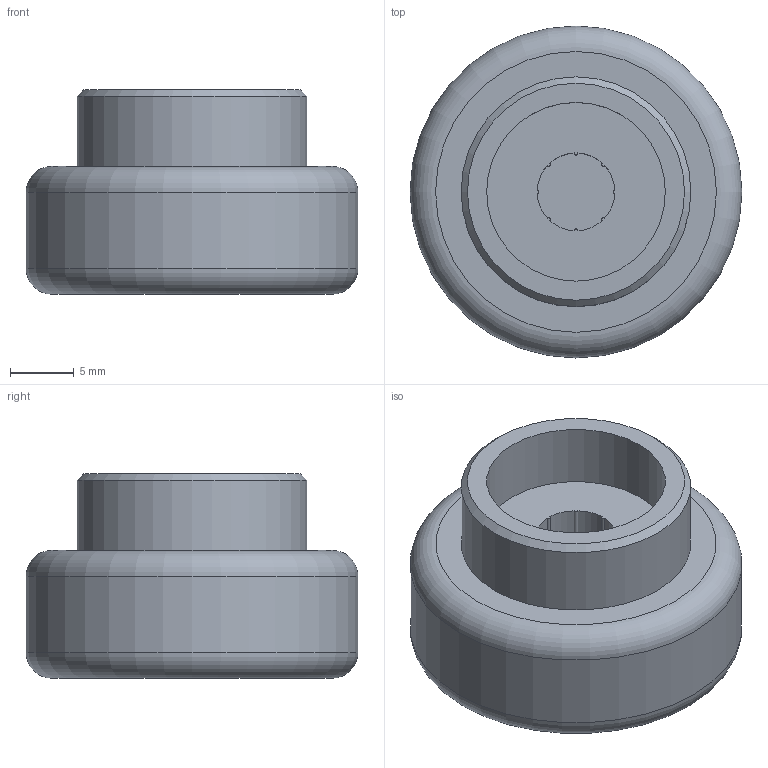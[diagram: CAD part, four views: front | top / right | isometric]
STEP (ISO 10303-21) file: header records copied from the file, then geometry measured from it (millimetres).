
FILE_DESCRIPTION(('FreeCAD Model'),'2;1');
FILE_NAME('Open CASCADE Shape Model','2024-12-22T16:45:14',(''),(''), 'Open CASCADE STEP processor 7.8','FreeCAD','Unknown');
FILE_SCHEMA(('AUTOMOTIVE_DESIGN { 1 0 10303 214 1 1 1 1 }'));
Length unit declared in the file: millimetre
Products named in the file (2): Knob; Body
Assembly tree (1 placements, depth 2):
  Knob
    Body
Bounding box: 26 x 26 x 16 mm (x, y, z)
Volume: 5663.6 mm3; surface area: 2461.5 mm2
Topology: 1 solids, 1 shells, 27 faces, 63 edges, 41 vertices
Faces by surface type: cylinder 19, plane 5, torus 2, cone 1
Full cylindrical faces by diameter (mm): 14 x1, 18 x1, 26 x1
Entity records: 836 total; most frequent: DIRECTION 164, CARTESIAN_POINT 133, ORIENTED_EDGE 126, AXIS2_PLACEMENT_3D 72, EDGE_CURVE 63, CIRCLE 43, VERTEX_POINT 41, FACE_BOUND 30
